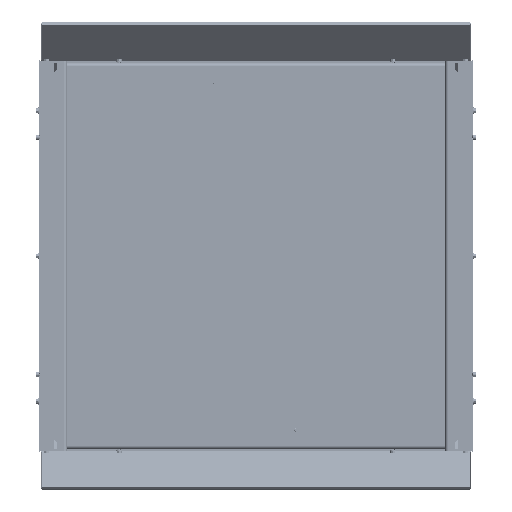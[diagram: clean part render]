
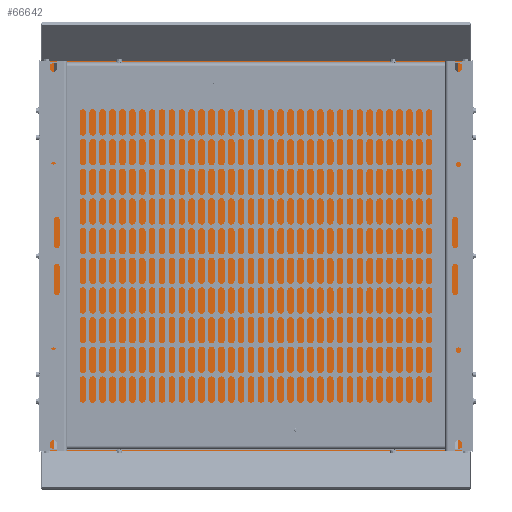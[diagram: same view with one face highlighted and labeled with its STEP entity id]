
A CAD part, front view. The second image highlights one B-rep face of the part: STEP entity #66642.
In plain terms, the highlighted planar face has unit normal (0, -1, 0).
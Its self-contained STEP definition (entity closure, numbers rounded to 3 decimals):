
#13504 = EDGE_CURVE ( 'NONE', #69921, #69922, #101688, .T. ) ;
#13506 = EDGE_CURVE ( 'NONE', #69890, #69921, #101696, .T. ) ;
#13508 = EDGE_CURVE ( 'NONE', #69926, #69890, #101703, .T. ) ;
#13509 = EDGE_CURVE ( 'NONE', #69922, #69926, #101709, .T. ) ;
#20752 = EDGE_LOOP ( 'NONE', ( #100280, #100309, #100282, #100858 ) ) ;
#23068 = AXIS2_PLACEMENT_3D ( 'NONE', #68951, #68955, #68956 ) ;
#66642 = ADVANCED_FACE ( 'NONE', ( #67376 ), #68953, .F. ) ;
#67376 = FACE_OUTER_BOUND ( 'NONE', #20752, .T. ) ;
#68951 = CARTESIAN_POINT ( 'NONE',  ( 0., -0.09, 0. ) ) ;
#68953 = PLANE ( 'NONE',  #23068 ) ;
#68955 = DIRECTION ( 'NONE',  ( 0., 1., 0. ) ) ;
#68956 = DIRECTION ( 'NONE',  ( 0., 0., 1. ) ) ;
#69890 = VERTEX_POINT ( 'NONE', #87305 ) ;
#69921 = VERTEX_POINT ( 'NONE', #87359 ) ;
#69922 = VERTEX_POINT ( 'NONE', #87361 ) ;
#69926 = VERTEX_POINT ( 'NONE', #87368 ) ;
#87305 = CARTESIAN_POINT ( 'NONE',  ( 14.748, -0.09, 16.26 ) ) ;
#87359 = CARTESIAN_POINT ( 'NONE',  ( 14.748, -0.09, -16.26 ) ) ;
#87361 = CARTESIAN_POINT ( 'NONE',  ( -14.748, -0.09, -16.26 ) ) ;
#87368 = CARTESIAN_POINT ( 'NONE',  ( -14.748, -0.09, 16.26 ) ) ;
#100280 = ORIENTED_EDGE ( 'NONE', *, *, #13504, .F. ) ;
#100282 = ORIENTED_EDGE ( 'NONE', *, *, #13508, .F. ) ;
#100309 = ORIENTED_EDGE ( 'NONE', *, *, #13506, .F. ) ;
#100858 = ORIENTED_EDGE ( 'NONE', *, *, #13509, .F. ) ;
#101688 = LINE ( 'NONE', #102620, #101706 ) ;
#101696 = LINE ( 'NONE', #102619, #101713 ) ;
#101703 = LINE ( 'NONE', #102624, #101718 ) ;
#101706 = VECTOR ( 'NONE', #102625, 39.37 ) ;
#101709 = LINE ( 'NONE', #102626, #101722 ) ;
#101713 = VECTOR ( 'NONE', #102627, 39.37 ) ;
#101718 = VECTOR ( 'NONE', #102629, 39.37 ) ;
#101722 = VECTOR ( 'NONE', #102631, 39.37 ) ;
#102619 = CARTESIAN_POINT ( 'NONE',  ( 14.748, -0.09, 16.332 ) ) ;
#102620 = CARTESIAN_POINT ( 'NONE',  ( 14.82, -0.09, -16.26 ) ) ;
#102624 = CARTESIAN_POINT ( 'NONE',  ( -14.82, -0.09, 16.26 ) ) ;
#102625 = DIRECTION ( 'NONE',  ( -1., 0., 0. ) ) ;
#102626 = CARTESIAN_POINT ( 'NONE',  ( -14.748, -0.09, -16.332 ) ) ;
#102627 = DIRECTION ( 'NONE',  ( 0., 0., -1. ) ) ;
#102629 = DIRECTION ( 'NONE',  ( 1., 0., 0. ) ) ;
#102631 = DIRECTION ( 'NONE',  ( 0., 0., 1. ) ) ;
